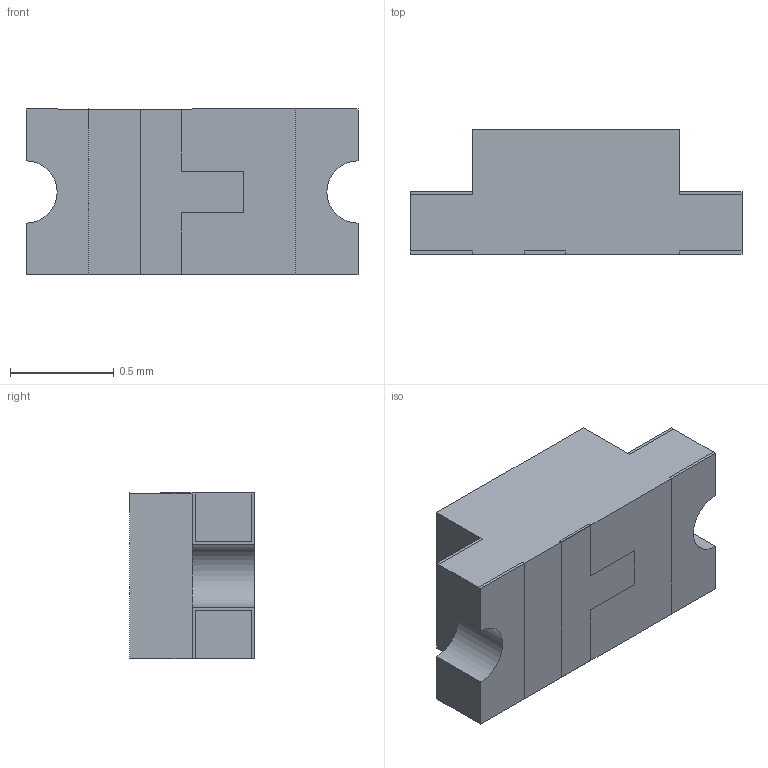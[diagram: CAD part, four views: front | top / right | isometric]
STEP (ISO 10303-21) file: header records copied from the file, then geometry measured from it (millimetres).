
FILE_DESCRIPTION (( 'STEP AP214' ), '1' );
FILE_NAME ('SM0603UYC.STEP', '2023-05-16T05:01:11', ( '' ), ( '' ), 'SwSTEP 2.0', 'SolidWorks 2017', '' );
FILE_SCHEMA (( 'AUTOMOTIVE_DESIGN' ));
Length unit declared in the file: millimetre
Products named in the file (1): SM0603UYC
Bounding box: 1.6 x 0.6 x 0.8 mm (x, y, z)
Volume: 0.6 mm3; surface area: 7.8 mm2
Topology: 6 solids, 6 shells, 79 faces, 200 edges, 134 vertices
Faces by surface type: plane 73, cylinder 6
Entity records: 2421 total; most frequent: CARTESIAN_POINT 414, ORIENTED_EDGE 400, DIRECTION 372, EDGE_CURVE 200, VECTOR 188, LINE 188, VERTEX_POINT 134, AXIS2_PLACEMENT_3D 92
